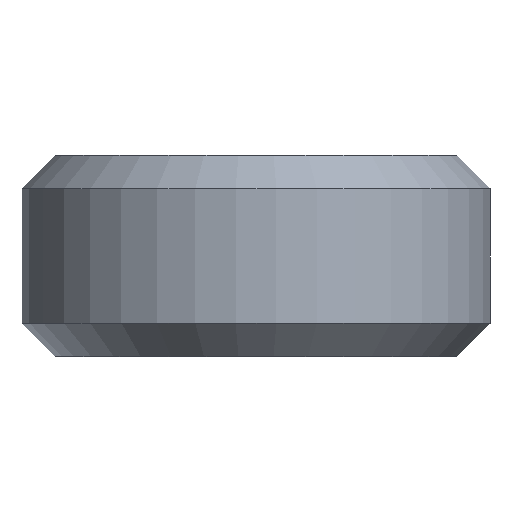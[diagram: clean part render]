
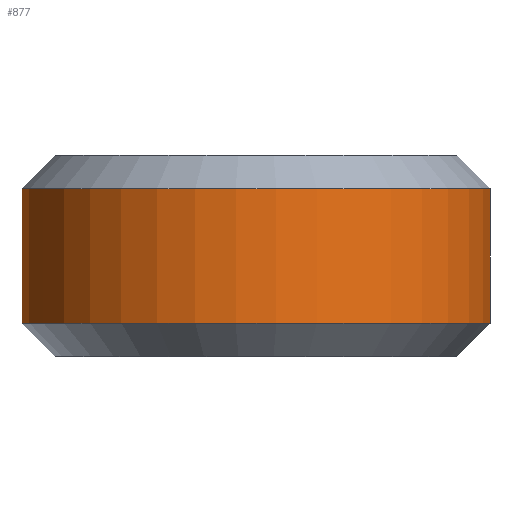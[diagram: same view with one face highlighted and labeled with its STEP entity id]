
A CAD part, left-side view. The second image highlights one B-rep face of the part: STEP entity #877.
In plain terms, the highlighted cylindrical face has radius 7 mm (diameter 14 mm), a partial arc.
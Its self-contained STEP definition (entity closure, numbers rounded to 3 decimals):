
#16=CYLINDRICAL_SURFACE('',#965,7.);
#75=FACE_OUTER_BOUND('',#135,.T.);
#135=EDGE_LOOP('',(#673,#674,#675,#676));
#187=CIRCLE('',#958,7.);
#191=CIRCLE('',#966,7.);
#251=LINE('',#1418,#335);
#252=LINE('',#1422,#336);
#335=VECTOR('',#1139,10.);
#336=VECTOR('',#1144,10.);
#419=VERTEX_POINT('',#1406);
#420=VERTEX_POINT('',#1408);
#421=VERTEX_POINT('',#1416);
#422=VERTEX_POINT('',#1420);
#509=EDGE_CURVE('',#420,#419,#187,.T.);
#514=EDGE_CURVE('',#419,#421,#251,.T.);
#515=EDGE_CURVE('',#421,#422,#191,.T.);
#516=EDGE_CURVE('',#422,#420,#252,.T.);
#673=ORIENTED_EDGE('',*,*,#509,.T.);
#674=ORIENTED_EDGE('',*,*,#514,.T.);
#675=ORIENTED_EDGE('',*,*,#515,.T.);
#676=ORIENTED_EDGE('',*,*,#516,.T.);
#877=ADVANCED_FACE('',(#75),#16,.T.);
#958=AXIS2_PLACEMENT_3D('',#1409,#1124,#1125);
#965=AXIS2_PLACEMENT_3D('',#1419,#1140,#1141);
#966=AXIS2_PLACEMENT_3D('',#1421,#1142,#1143);
#1124=DIRECTION('center_axis',(0.,0.,
1.));
#1125=DIRECTION('ref_axis',(0.,1.,0.));
#1139=DIRECTION('',(0.,0.,1.));
#1140=DIRECTION('center_axis',(0.,0.,
1.));
#1141=DIRECTION('ref_axis',(-1.,0.,0.));
#1142=DIRECTION('center_axis',(0.,0.,
-1.));
#1143=DIRECTION('ref_axis',(0.,1.,0.));
#1144=DIRECTION('',(0.,0.,-1.));
#1406=CARTESIAN_POINT('',(-14.858,-41.445,-32.747));
#1408=CARTESIAN_POINT('',(-14.858,-28.742,-32.747));
#1409=CARTESIAN_POINT('Origin',(-17.8,-35.094,-32.747));
#1416=CARTESIAN_POINT('',(-14.858,-41.445,-28.747));
#1418=CARTESIAN_POINT('',(-14.858,-41.445,-28.747));
#1419=CARTESIAN_POINT('Origin',(-17.8,-35.094,-28.747));
#1420=CARTESIAN_POINT('',(-14.858,-28.742,-28.747));
#1421=CARTESIAN_POINT('Origin',(-17.8,-35.094,-28.747));
#1422=CARTESIAN_POINT('',(-14.858,-28.742,-28.747));
